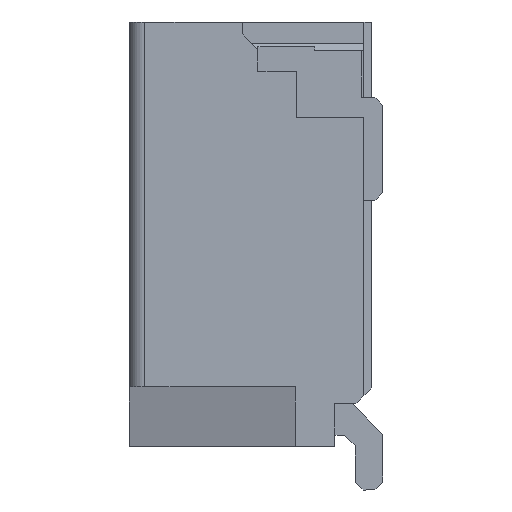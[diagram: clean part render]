
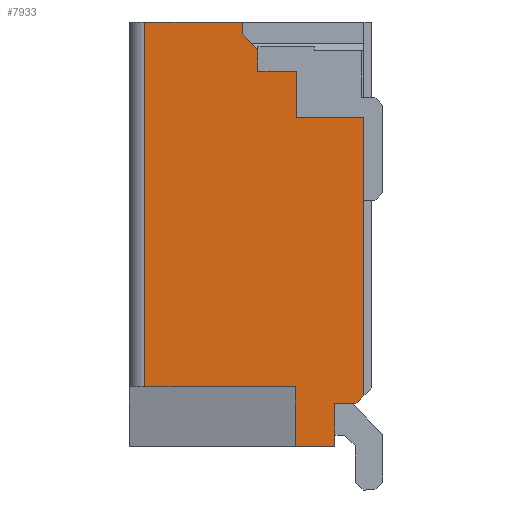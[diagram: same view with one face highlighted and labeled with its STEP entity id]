
A CAD part, left-side view. The second image highlights one B-rep face of the part: STEP entity #7933.
In plain terms, the highlighted planar face has unit normal (-1, 0, 0).
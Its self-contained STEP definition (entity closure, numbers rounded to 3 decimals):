
#368 = DIRECTION ( 'NONE',  ( 0., 1., 0. ) ) ;
#371 = VERTEX_POINT ( 'NONE', #1493 ) ;
#468 = LINE ( 'NONE', #4164, #6013 ) ;
#545 = VECTOR ( 'NONE', #2609, 1000. ) ;
#633 = EDGE_CURVE ( 'NONE', #9108, #4757, #2943, .T. ) ;
#781 = LINE ( 'NONE', #9956, #545 ) ;
#875 = CARTESIAN_POINT ( 'NONE',  ( -6., 0.605, -2.135 ) ) ;
#896 = VERTEX_POINT ( 'NONE', #6425 ) ;
#1075 = LINE ( 'NONE', #8561, #3610 ) ;
#1285 = ORIENTED_EDGE ( 'NONE', *, *, #10009, .F. ) ;
#1402 = CARTESIAN_POINT ( 'NONE',  ( -6., 0.34, -2.135 ) ) ;
#1418 = ORIENTED_EDGE ( 'NONE', *, *, #6986, .T. ) ;
#1474 = EDGE_CURVE ( 'NONE', #10734, #7675, #11050, .T. ) ;
#1493 = CARTESIAN_POINT ( 'NONE',  ( -6., 1.105, -1.925 ) ) ;
#1756 = CARTESIAN_POINT ( 'NONE',  ( -6., 1.095, 1.475 ) ) ;
#1931 = ORIENTED_EDGE ( 'NONE', *, *, #10495, .T. ) ;
#1952 = VECTOR ( 'NONE', #10390, 1000. ) ;
#1972 = EDGE_CURVE ( 'NONE', #10081, #5858, #6722, .T. ) ;
#2175 = CARTESIAN_POINT ( 'NONE',  ( -6., 1.575, 2.055 ) ) ;
#2186 = DIRECTION ( 'NONE',  ( 1., 0., 0. ) ) ;
#2192 = LINE ( 'NONE', #10608, #11165 ) ;
#2477 = CARTESIAN_POINT ( 'NONE',  ( -6., 1.095, 1.475 ) ) ;
#2609 = DIRECTION ( 'NONE',  ( 0., 0., -1. ) ) ;
#2629 = VECTOR ( 'NONE', #3594, 1000. ) ;
#2632 = CARTESIAN_POINT ( 'NONE',  ( -6., 3.2, 2.675 ) ) ;
#2687 = EDGE_CURVE ( 'NONE', #11230, #9108, #1075, .T. ) ;
#2802 = DIRECTION ( 'NONE',  ( 0., 1., 0. ) ) ;
#2845 = CARTESIAN_POINT ( 'NONE',  ( -6., 1.095, 2.055 ) ) ;
#2905 = LINE ( 'NONE', #1756, #2629 ) ;
#2935 = ORIENTED_EDGE ( 'NONE', *, *, #5856, .F. ) ;
#2943 = LINE ( 'NONE', #7408, #10642 ) ;
#2996 = DIRECTION ( 'NONE',  ( 0., 0., 1. ) ) ;
#3166 = DIRECTION ( 'NONE',  ( 0., 1., 0. ) ) ;
#3184 = CARTESIAN_POINT ( 'NONE',  ( -6., 0.24, 0. ) ) ;
#3223 = ORIENTED_EDGE ( 'NONE', *, *, #6036, .T. ) ;
#3594 = DIRECTION ( 'NONE',  ( 0., 0., 1. ) ) ;
#3610 = VECTOR ( 'NONE', #10174, 1000. ) ;
#3649 = LINE ( 'NONE', #10952, #9088 ) ;
#3706 = VERTEX_POINT ( 'NONE', #5186 ) ;
#3765 = PLANE ( 'NONE',  #9556 ) ;
#3889 = CARTESIAN_POINT ( 'NONE',  ( -6., 0.14, 1.475 ) ) ;
#3912 = CARTESIAN_POINT ( 'NONE',  ( -6., 1.775, 2.525 ) ) ;
#4133 = CARTESIAN_POINT ( 'NONE',  ( -6., 0.14, -1.938 ) ) ;
#4164 = CARTESIAN_POINT ( 'NONE',  ( -6., 0.605, -2.675 ) ) ;
#4238 = CARTESIAN_POINT ( 'NONE',  ( -6., 0.605, -2.135 ) ) ;
#4484 = EDGE_CURVE ( 'NONE', #3706, #5291, #5749, .T. ) ;
#4499 = VERTEX_POINT ( 'NONE', #11099 ) ;
#4757 = VERTEX_POINT ( 'NONE', #11408 ) ;
#4804 = DIRECTION ( 'NONE',  ( 0., 0., 1. ) ) ;
#4943 = LINE ( 'NONE', #8678, #5825 ) ;
#5006 = DIRECTION ( 'NONE',  ( 0., 0., -1. ) ) ;
#5020 = CARTESIAN_POINT ( 'NONE',  ( -6., 0.34, -2.135 ) ) ;
#5186 = CARTESIAN_POINT ( 'NONE',  ( -6., 0.24, 1.475 ) ) ;
#5291 = VERTEX_POINT ( 'NONE', #2477 ) ;
#5638 = ORIENTED_EDGE ( 'NONE', *, *, #6352, .F. ) ;
#5686 = VECTOR ( 'NONE', #10376, 1000. ) ;
#5704 = ORIENTED_EDGE ( 'NONE', *, *, #7875, .T. ) ;
#5749 = LINE ( 'NONE', #3889, #10768 ) ;
#5825 = VECTOR ( 'NONE', #5006, 1000. ) ;
#5856 = EDGE_CURVE ( 'NONE', #371, #11455, #2192, .T. ) ;
#5858 = VERTEX_POINT ( 'NONE', #5020 ) ;
#6013 = VECTOR ( 'NONE', #8865, 1000. ) ;
#6036 = EDGE_CURVE ( 'NONE', #4757, #10734, #3649, .T. ) ;
#6177 = EDGE_CURVE ( 'NONE', #8573, #896, #468, .T. ) ;
#6352 = EDGE_CURVE ( 'NONE', #11445, #8573, #10328, .T. ) ;
#6425 = CARTESIAN_POINT ( 'NONE',  ( -6., 1.105, -2.675 ) ) ;
#6460 = EDGE_CURVE ( 'NONE', #10081, #3706, #9494, .T. ) ;
#6722 = LINE ( 'NONE', #4133, #5686 ) ;
#6977 = CARTESIAN_POINT ( 'NONE',  ( -6., 0.605, -2.675 ) ) ;
#6986 = EDGE_CURVE ( 'NONE', #371, #896, #4943, .T. ) ;
#6999 = ORIENTED_EDGE ( 'NONE', *, *, #633, .T. ) ;
#7020 = ORIENTED_EDGE ( 'NONE', *, *, #4484, .T. ) ;
#7066 = CARTESIAN_POINT ( 'NONE',  ( -6., 3., -1.925 ) ) ;
#7210 = CARTESIAN_POINT ( 'NONE',  ( -6., 1.775, 2.675 ) ) ;
#7362 = DIRECTION ( 'NONE',  ( 0., 0., -1. ) ) ;
#7408 = CARTESIAN_POINT ( 'NONE',  ( -6., 1.575, 2.325 ) ) ;
#7547 = VECTOR ( 'NONE', #7362, 1000. ) ;
#7556 = ORIENTED_EDGE ( 'NONE', *, *, #9784, .F. ) ;
#7615 = EDGE_LOOP ( 'NONE', ( #11413, #7556, #1931, #2935, #1418, #10496, #5638, #1285, #9147, #7781, #7020, #5704, #11345, #6999, #3223 ) ) ;
#7675 = VERTEX_POINT ( 'NONE', #7210 ) ;
#7781 = ORIENTED_EDGE ( 'NONE', *, *, #6460, .T. ) ;
#7875 = EDGE_CURVE ( 'NONE', #5291, #11230, #2905, .T. ) ;
#7933 = ADVANCED_FACE ( 'NONE', ( #10177 ), #3765, .F. ) ;
#8080 = VECTOR ( 'NONE', #2996, 1000. ) ;
#8527 = LINE ( 'NONE', #1402, #9196 ) ;
#8561 = CARTESIAN_POINT ( 'NONE',  ( -6., 1.575, 2.055 ) ) ;
#8573 = VERTEX_POINT ( 'NONE', #6977 ) ;
#8678 = CARTESIAN_POINT ( 'NONE',  ( -6., 1.105, -1.925 ) ) ;
#8700 = CARTESIAN_POINT ( 'NONE',  ( -6., 0.24, -2.037 ) ) ;
#8865 = DIRECTION ( 'NONE',  ( 0., 1., 0. ) ) ;
#9088 = VECTOR ( 'NONE', #11195, 1000. ) ;
#9108 = VERTEX_POINT ( 'NONE', #2175 ) ;
#9147 = ORIENTED_EDGE ( 'NONE', *, *, #1972, .F. ) ;
#9196 = VECTOR ( 'NONE', #3166, 1000. ) ;
#9494 = LINE ( 'NONE', #3184, #1952 ) ;
#9556 = AXIS2_PLACEMENT_3D ( 'NONE', #11079, #2186, #10292 ) ;
#9577 = VECTOR ( 'NONE', #11731, 1000. ) ;
#9784 = EDGE_CURVE ( 'NONE', #4499, #7675, #10091, .T. ) ;
#9956 = CARTESIAN_POINT ( 'NONE',  ( -6., 3., 0. ) ) ;
#10009 = EDGE_CURVE ( 'NONE', #5858, #11445, #8527, .T. ) ;
#10081 = VERTEX_POINT ( 'NONE', #8700 ) ;
#10091 = LINE ( 'NONE', #2632, #9577 ) ;
#10174 = DIRECTION ( 'NONE',  ( 0., 1., 0. ) ) ;
#10177 = FACE_OUTER_BOUND ( 'NONE', #7615, .T. ) ;
#10286 = CARTESIAN_POINT ( 'NONE',  ( -6., 1.775, 2.525 ) ) ;
#10292 = DIRECTION ( 'NONE',  ( 0., 0., -1. ) ) ;
#10328 = LINE ( 'NONE', #875, #7547 ) ;
#10376 = DIRECTION ( 'NONE',  ( 0., 0.713, -0.701 ) ) ;
#10390 = DIRECTION ( 'NONE',  ( 0., 0., 1. ) ) ;
#10495 = EDGE_CURVE ( 'NONE', #4499, #11455, #781, .T. ) ;
#10496 = ORIENTED_EDGE ( 'NONE', *, *, #6177, .F. ) ;
#10608 = CARTESIAN_POINT ( 'NONE',  ( -6., -0.521, -1.925 ) ) ;
#10642 = VECTOR ( 'NONE', #4804, 1000. ) ;
#10734 = VERTEX_POINT ( 'NONE', #10286 ) ;
#10768 = VECTOR ( 'NONE', #2802, 1000. ) ;
#10952 = CARTESIAN_POINT ( 'NONE',  ( -6., 1.575, 2.325 ) ) ;
#11050 = LINE ( 'NONE', #3912, #8080 ) ;
#11079 = CARTESIAN_POINT ( 'NONE',  ( -6., 0., 0. ) ) ;
#11099 = CARTESIAN_POINT ( 'NONE',  ( -6., 3., 2.675 ) ) ;
#11165 = VECTOR ( 'NONE', #368, 1000. ) ;
#11195 = DIRECTION ( 'NONE',  ( 0., 0.707, 0.707 ) ) ;
#11230 = VERTEX_POINT ( 'NONE', #2845 ) ;
#11345 = ORIENTED_EDGE ( 'NONE', *, *, #2687, .T. ) ;
#11408 = CARTESIAN_POINT ( 'NONE',  ( -6., 1.575, 2.325 ) ) ;
#11413 = ORIENTED_EDGE ( 'NONE', *, *, #1474, .T. ) ;
#11445 = VERTEX_POINT ( 'NONE', #4238 ) ;
#11455 = VERTEX_POINT ( 'NONE', #7066 ) ;
#11731 = DIRECTION ( 'NONE',  ( 0., -1., 0. ) ) ;
